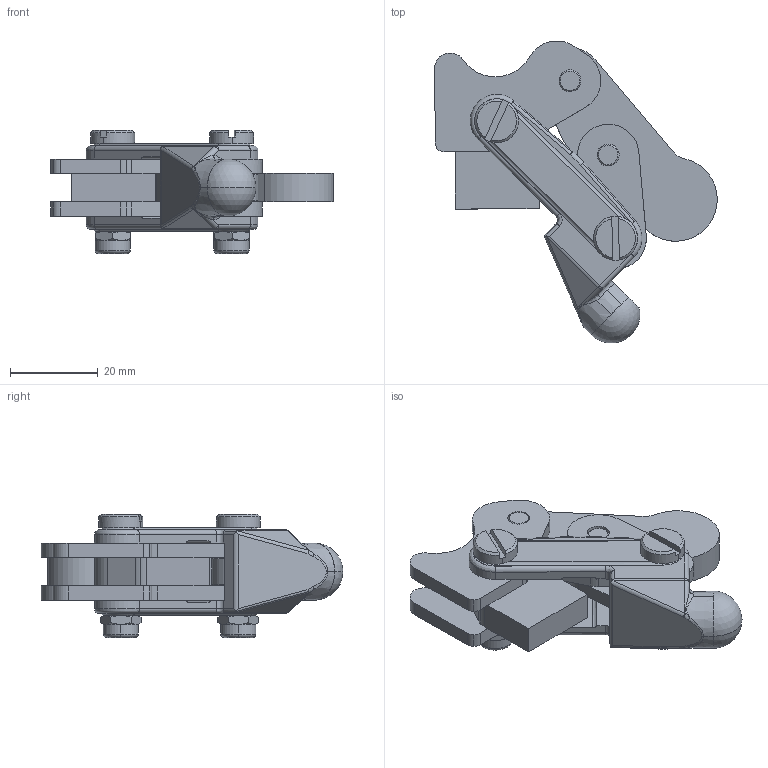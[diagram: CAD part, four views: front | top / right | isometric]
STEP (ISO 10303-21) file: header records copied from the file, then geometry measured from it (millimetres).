
FILE_DESCRIPTION((''),'2;1');
FILE_NAME('611-opened.stp','2005-09-28T09:50:58',('Kysilko'),(''),'Autodesk Inventor 8','Autodesk Inventor 8','');
FILE_SCHEMA(('AUTOMOTIVE_DESIGN { 1 0 10303 214 1 1 1 1 }'));
Length unit declared in the file: millimetre
Products named in the file (1): Part16
Bounding box: 64.27 x 68.66 x 28 mm (x, y, z)
Volume: 24590.8 mm3; surface area: 11365.7 mm2
Topology: 1 solids, 104 shells, 805 faces, 1693 edges, 1086 vertices
Faces by surface type: plane 491, bspline 130, cylinder 99, cone 65, sphere 16, torus 4
Entity records: 25195 total; most frequent: CARTESIAN_POINT 8330, DIRECTION 3514, ORIENTED_EDGE 3356, EDGE_CURVE 1678, AXIS2_PLACEMENT_3D 1244, VERTEX_POINT 1082, VECTOR 1026, LINE 1026
